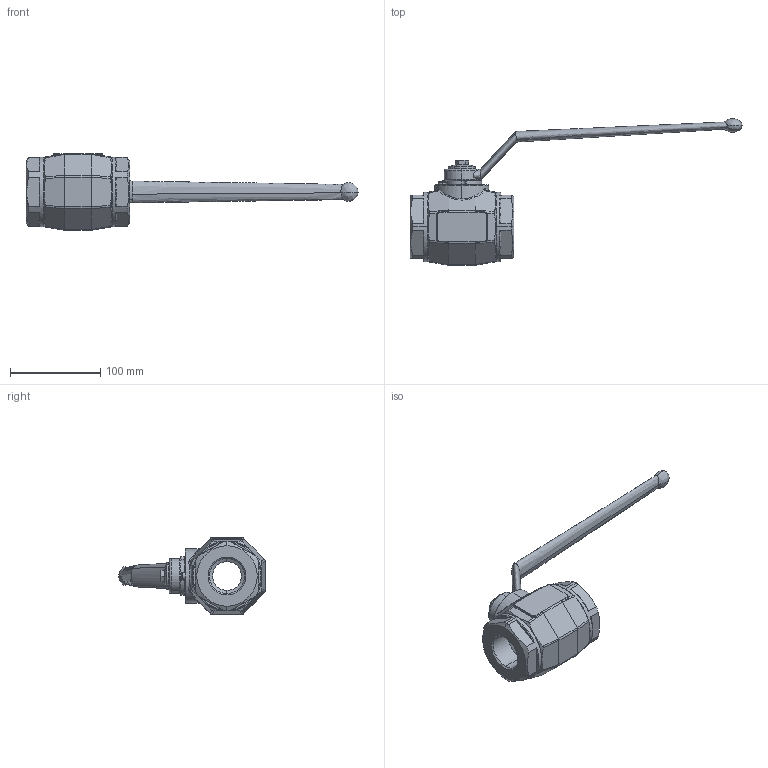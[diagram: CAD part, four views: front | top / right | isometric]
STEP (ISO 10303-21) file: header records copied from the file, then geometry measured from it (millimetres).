
FILE_DESCRIPTION (( 'STEP AP214' ), '1' );
FILE_NAME ('GB1GGT6.STEP', '2018-03-14T16:04:13', ( '' ), ( '' ), 'SwSTEP 2.0', 'SolidWorks 2014', '' );
FILE_SCHEMA (( 'AUTOMOTIVE_DESIGN' ));
Length unit declared in the file: millimetre
Products named in the file (1): GB1GGT6
Bounding box: 367.9 x 162.5 x 85 mm (x, y, z)
Surface area: 69670.4 mm2 (no closed solid volume)
Topology: 0 solids, 8 shells, 233 faces, 638 edges, 400 vertices
Faces by surface type: plane 68, cylinder 54, cone 48, bspline 39, torus 24
Entity records: 11466 total; most frequent: CARTESIAN_POINT 3615, ORIENTED_EDGE 1188, DIRECTION 989, EDGE_CURVE 630, AXIS2_PLACEMENT_3D 401, VERTEX_POINT 400, EDGE_LOOP 241, UNCERTAINTY_MEASURE_WITH_UNIT 235
